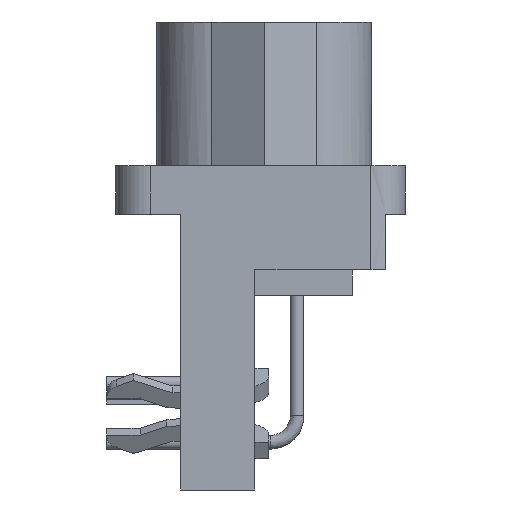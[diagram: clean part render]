
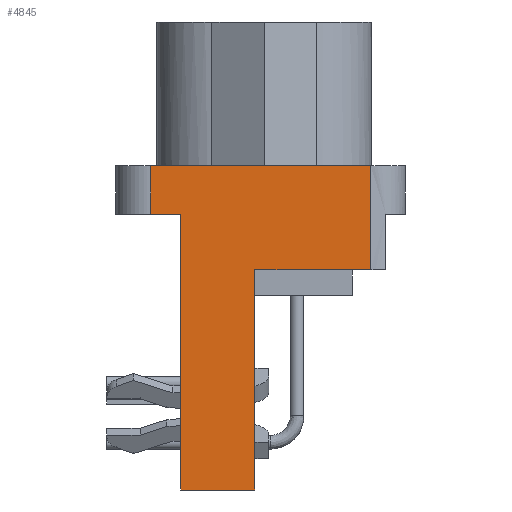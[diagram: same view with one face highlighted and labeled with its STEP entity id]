
A CAD part, left-side view. The second image highlights one B-rep face of the part: STEP entity #4845.
In plain terms, the highlighted free-form (B-spline) face has degree [1, 1] with [2, 2] control points.
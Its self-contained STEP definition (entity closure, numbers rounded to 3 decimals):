
#4604=CARTESIAN_POINT('V32',(-15.6,-8.73,
   0.5));
#4605=VERTEX_POINT('V32',#4604);
#4606=CARTESIAN_POINT('V123',(-15.6,-8.73,
   -4.0));
#4607=VERTEX_POINT('V123',#4606);
#4608=CARTESIAN_POINT('E186',(-15.6,-8.73,
   0.5));
#4609=CARTESIAN_POINT('E186',(-15.6,-8.73,
   -4.0));
#4610=QUASI_UNIFORM_CURVE('E186',1,(#4608,#4609),.POLYLINE_FORM.,.F.,
   .U.);
#4611=EDGE_CURVE('E186',#4605,#4607,#4610,.T.);
#4707=CARTESIAN_POINT('V31',(-15.6,0.77,
   0.5));
#4708=VERTEX_POINT('V31',#4707);
#4722=CARTESIAN_POINT('E43',(-15.6,-8.73,
   0.5));
#4723=CARTESIAN_POINT('E43',(-15.6,0.77,
   0.5));
#4724=B_SPLINE_CURVE_WITH_KNOTS('E43',1,(#4722,#4723),
   .POLYLINE_FORM.,.F.,.U.,(2,2),(0.0,19.0),.UNSPECIFIED.);
#4725=EDGE_CURVE('E43',#4605,#4708,#4724,.T.);
#4777=CARTESIAN_POINT('V101',(-15.6,0.77,
   -1.6));
#4778=VERTEX_POINT('V101',#4777);
#4792=CARTESIAN_POINT('E187',(-15.6,0.77,
   0.5));
#4793=CARTESIAN_POINT('E187',(-15.6,0.77,
   -1.6));
#4794=QUASI_UNIFORM_CURVE('E187',1,(#4792,#4793),.POLYLINE_FORM.,.F.,
   .U.);
#4795=EDGE_CURVE('E187',#4708,#4778,#4794,.T.);
#4802=CARTESIAN_POINT('F71',(-15.6,2.995,
   -14.275));
#4803=CARTESIAN_POINT('F71',(-15.6,-10.955,
   -14.275));
#4804=CARTESIAN_POINT('F71',(-15.6,2.995,
   0.775));
#4805=CARTESIAN_POINT('F71',(-15.6,-10.955,
   0.775));
#4806=QUASI_UNIFORM_SURFACE('F71',1,1,((#4802,#4804),(#4803,#4805))
,.PLANE_SURF.,.F.,.F.,.U.);
#4807=ORIENTED_EDGE('E187',*,*,#4795,.T.);
#4808=CARTESIAN_POINT('V100',(-15.6,-0.53,
   -1.6));
#4809=VERTEX_POINT('V100',#4808);
#4810=CARTESIAN_POINT('E138',(-15.6,0.77,
   -1.6));
#4811=CARTESIAN_POINT('E138',(-15.6,-0.53,
   -1.6));
#4812=B_SPLINE_CURVE_WITH_KNOTS('E138',1,(#4810,#4811),
   .POLYLINE_FORM.,.F.,.U.,(2,2),(0.0,0.464),
   .UNSPECIFIED.);
#4813=EDGE_CURVE('E138',#4778,#4809,#4812,.T.);
#4814=ORIENTED_EDGE('E138',*,*,#4813,.T.);
#4815=CARTESIAN_POINT('V127',(-15.6,-0.53,
   -13.5));
#4816=VERTEX_POINT('V127',#4815);
#4817=CARTESIAN_POINT('E188',(-15.6,-0.53,
   -1.6));
#4818=CARTESIAN_POINT('E188',(-15.6,-0.53,
   -13.5));
#4819=QUASI_UNIFORM_CURVE('E188',1,(#4817,#4818),.POLYLINE_FORM.,.F.,
   .U.);
#4820=EDGE_CURVE('E188',#4809,#4816,#4819,.T.);
#4821=ORIENTED_EDGE('E188',*,*,#4820,.T.);
#4822=CARTESIAN_POINT('V128',(-15.6,-3.73,
   -13.5));
#4823=VERTEX_POINT('V128',#4822);
#4824=CARTESIAN_POINT('E189',(-15.6,-0.53,
   -13.5));
#4825=CARTESIAN_POINT('E189',(-15.6,-3.73,
   -13.5));
#4826=QUASI_UNIFORM_CURVE('E189',1,(#4824,#4825),.POLYLINE_FORM.,.F.,
   .U.);
#4827=EDGE_CURVE('E189',#4816,#4823,#4826,.T.);
#4828=ORIENTED_EDGE('E189',*,*,#4827,.T.);
#4829=CARTESIAN_POINT('V124',(-15.6,-3.73,
   -4.0));
#4830=VERTEX_POINT('V124',#4829);
#4831=CARTESIAN_POINT('E190',(-15.6,-3.73,
   -13.5));
#4832=CARTESIAN_POINT('E190',(-15.6,-3.73,
   -4.0));
#4833=QUASI_UNIFORM_CURVE('E190',1,(#4831,#4832),.POLYLINE_FORM.,.F.,
   .U.);
#4834=EDGE_CURVE('E190',#4823,#4830,#4833,.T.);
#4835=ORIENTED_EDGE('E190',*,*,#4834,.T.);
#4836=CARTESIAN_POINT('E177',(-15.6,-3.73,
   -4.0));
#4837=CARTESIAN_POINT('E177',(-15.6,-8.73,
   -4.0));
#4838=B_SPLINE_CURVE_WITH_KNOTS('E177',1,(#4836,#4837),
   .POLYLINE_FORM.,.F.,.U.,(2,2),(0.115,1.0),
   .UNSPECIFIED.);
#4839=EDGE_CURVE('E177',#4830,#4607,#4838,.T.);
#4840=ORIENTED_EDGE('E177',*,*,#4839,.T.);
#4841=ORIENTED_EDGE('E186',*,*,#4611,.F.);
#4842=ORIENTED_EDGE('E43',*,*,#4725,.T.);
#4843=EDGE_LOOP('F71',(#4807,#4814,#4821,#4828,#4835,#4840,#4841,
   #4842));
#4844=FACE_OUTER_BOUND('F71',#4843,.T.);
#4845=ADVANCED_FACE('F71',(#4844),#4806,.T.);
